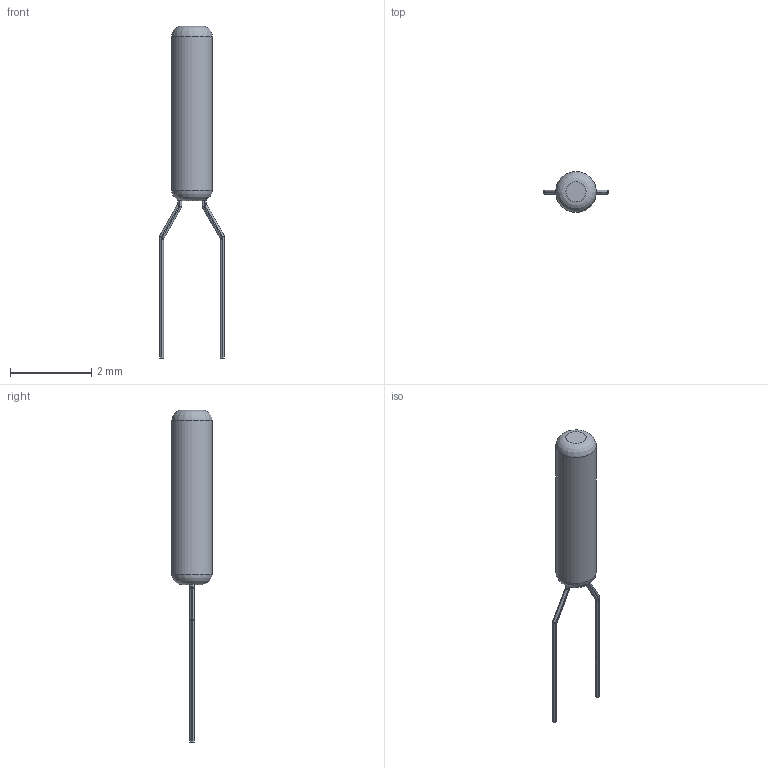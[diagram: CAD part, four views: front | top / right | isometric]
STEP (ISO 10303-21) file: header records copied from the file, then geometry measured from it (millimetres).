
FILE_DESCRIPTION(('FreeCAD Model'),'2;1');
FILE_NAME('Crystal_DS10_d1.0mm_l4.3mm_Vertical.step','2017-11-26T15:20:22',( 'kicad StepUp'),('ksu MCAD'),'Open CASCADE STEP processor 6.8', 'FreeCAD','Unknown');
FILE_SCHEMA(('AUTOMOTIVE_DESIGN_CC2 { 1 2 10303 214 -1 1 5 4 }'));
Length unit declared in the file: millimetre
Products named in the file (1): Crystal_DS10_d1.0mm_l4.3mm_Vertical
Bounding box: 1.6 x 1 x 8.18 mm (x, y, z)
Volume: 3.4 mm3; surface area: 17 mm2
Topology: 1 solids, 1 shells, 70 faces, 171 edges, 97 vertices
Faces by surface type: cylinder 32, plane 22, torus 8, sphere 6, revolution 2
Full cylindrical faces by diameter (mm): 1 x1
Entity records: 1779 total; most frequent: CARTESIAN_POINT 547, ORIENTED_EDGE 236, EDGE_CURVE 165, AXIS2_PLACEMENT_3D 128, VERTEX_POINT 97, LINE 74, FACE_BOUND 71, EDGE_LOOP 71
